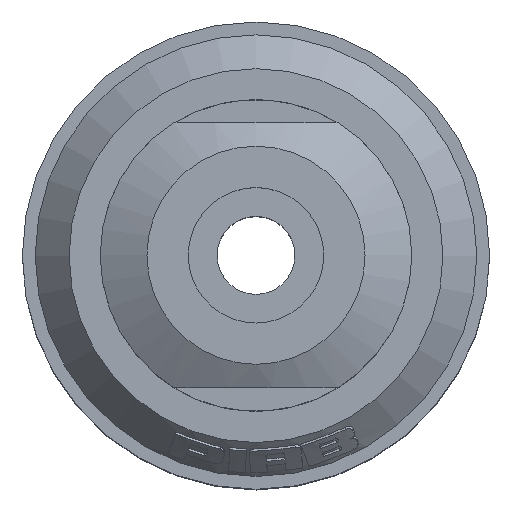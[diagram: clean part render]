
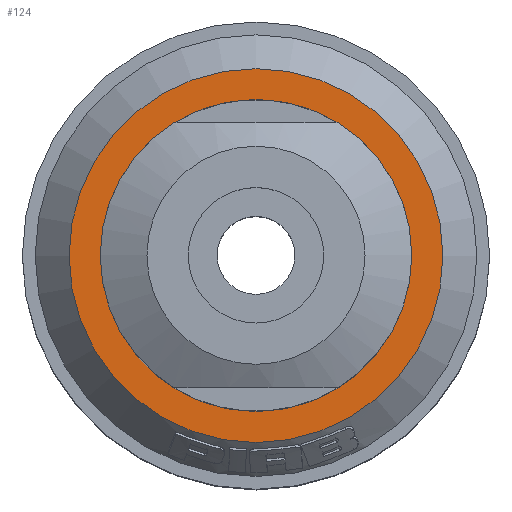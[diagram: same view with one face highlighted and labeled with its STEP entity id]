
A CAD part, top view. The second image highlights one B-rep face of the part: STEP entity #124.
In plain terms, the highlighted planar face has unit normal (0, 0, 1).
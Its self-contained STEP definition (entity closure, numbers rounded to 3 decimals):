
#124=ADVANCED_FACE('',(#1715,#1716),#1737,.F.);
#1715=FACE_OUTER_BOUND('',#1717,.T.);
#1716=FACE_BOUND('',#1718,.T.);
#1717=EDGE_LOOP('',(#1719));
#1718=EDGE_LOOP('',(#1728));
#1719=ORIENTED_EDGE('',*,*,#1720,.F.);
#1720=EDGE_CURVE('',#1726,#1726,#1721,.T.);
#1721=CIRCLE('',#1722,9.75);
#1722=AXIS2_PLACEMENT_3D('',#1723,#1724,#1725);
#1723=CARTESIAN_POINT('',(0.,0.,
   -5.));
#1724=DIRECTION('',(0.,0.,
   1.));
#1725=DIRECTION('',(-1.,0.,
   0.));
#1726=VERTEX_POINT('',#1727);
#1727=CARTESIAN_POINT('',(-9.75,0.,
   -5.));
#1728=ORIENTED_EDGE('',*,*,#1729,.F.);
#1729=EDGE_CURVE('',#1735,#1735,#1730,.T.);
#1730=CIRCLE('',#1731,12.);
#1731=AXIS2_PLACEMENT_3D('',#1732,#1733,#1734);
#1732=CARTESIAN_POINT('',(0.,0.,-5.));
#1733=DIRECTION('',(0.,0.,-1.));
#1734=DIRECTION('',(-1.,0.,0.));
#1735=VERTEX_POINT('',#1736);
#1736=CARTESIAN_POINT('',(-12.,0.,-5.));
#1737=PLANE('',#1738);
#1738=AXIS2_PLACEMENT_3D('',#1739,#1740,#1741);
#1739=CARTESIAN_POINT('',(0.,-6.5,-5.));
#1740=DIRECTION('',(0.,0.,-1.));
#1741=DIRECTION('',(-1.,0.,0.));
